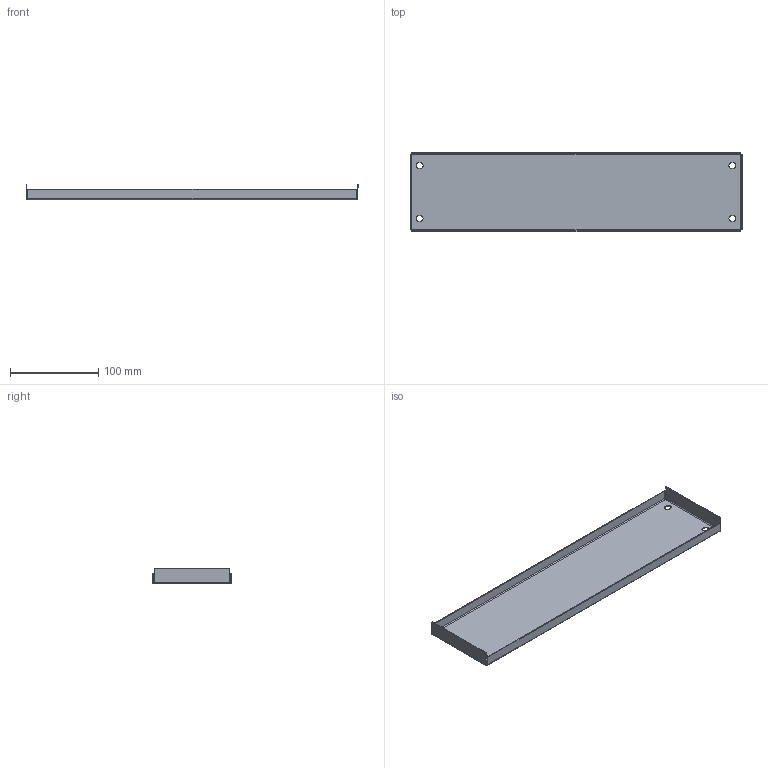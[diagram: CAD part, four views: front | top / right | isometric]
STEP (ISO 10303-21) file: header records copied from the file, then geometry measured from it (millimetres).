
FILE_DESCRIPTION (( 'STEP AP214' ), '1' );
FILE_NAME ('ÌÈ-3056.00.00.001 Ïëàíêà öîêîëÿ 600.STEP', '2025-02-14T13:29:29', ( '' ), ( '' ), 'SwSTEP 2.0', 'SolidWorks 2021', '' );
FILE_SCHEMA (( 'AUTOMOTIVE_DESIGN' ));
Length unit declared in the file: millimetre
Products named in the file (1): ÌÈ-3056.00.00.001 Ïëàíêà öîêîëÿ 600
Bounding box: 376 x 90 x 18 mm (x, y, z)
Volume: 44319.3 mm3; surface area: 89772 mm2
Topology: 1 solids, 1 shells, 58 faces, 136 edges, 80 vertices
Faces by surface type: plane 38, cylinder 20
Entity records: 1674 total; most frequent: DIRECTION 294, CARTESIAN_POINT 275, ORIENTED_EDGE 272, EDGE_CURVE 136, AXIS2_PLACEMENT_3D 99, LINE 96, VECTOR 96, VERTEX_POINT 80
